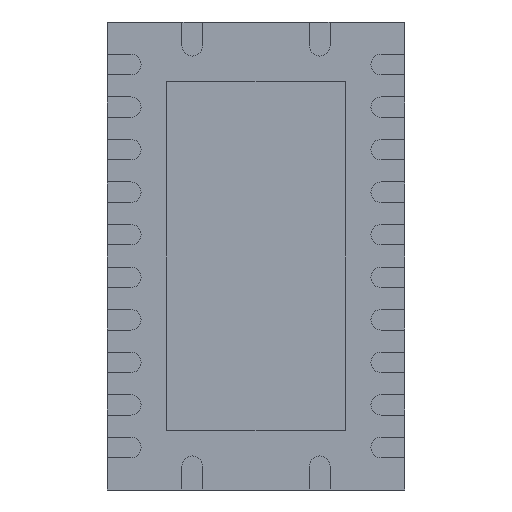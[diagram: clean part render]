
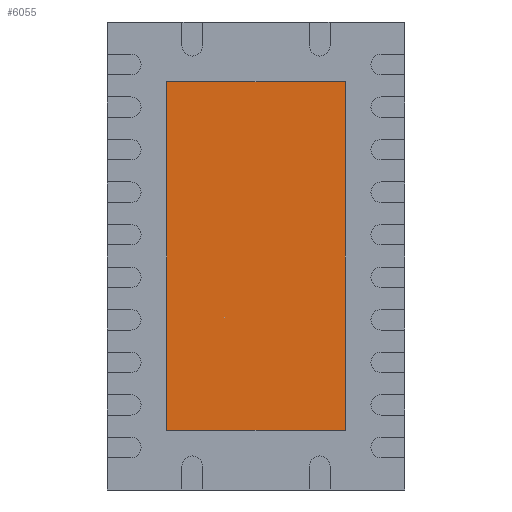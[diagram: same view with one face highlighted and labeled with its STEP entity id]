
A CAD part, front view. The second image highlights one B-rep face of the part: STEP entity #6055.
In plain terms, the highlighted planar face has unit normal (0, -1, 0).
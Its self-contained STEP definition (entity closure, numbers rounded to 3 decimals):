
#337 = DIRECTION ( 'NONE',  ( 0., -1., 0. ) ) ;
#973 = CARTESIAN_POINT ( 'NONE',  ( 1.05, 0., 2.05 ) ) ;
#1743 = VECTOR ( 'NONE', #8920, 1000. ) ;
#2141 = PLANE ( 'NONE',  #12448 ) ;
#2155 = CARTESIAN_POINT ( 'NONE',  ( -1.05, 0., 2.05 ) ) ;
#2484 = CARTESIAN_POINT ( 'NONE',  ( 1.05, 0., -2.05 ) ) ;
#2718 = LINE ( 'NONE', #12611, #11207 ) ;
#2724 = DIRECTION ( 'NONE',  ( 0., 0., -1. ) ) ;
#3165 = DIRECTION ( 'NONE',  ( 1., 0., 0. ) ) ;
#3991 = VECTOR ( 'NONE', #7752, 1000. ) ;
#4009 = VERTEX_POINT ( 'NONE', #9616 ) ;
#4039 = CARTESIAN_POINT ( 'NONE',  ( -1.05, 0., -2.05 ) ) ;
#4292 = EDGE_CURVE ( 'NONE', #4009, #8206, #10711, .T. ) ;
#4698 = ORIENTED_EDGE ( 'NONE', *, *, #8651, .F. ) ;
#5540 = VECTOR ( 'NONE', #12192, 1000. ) ;
#5957 = EDGE_LOOP ( 'NONE', ( #4698, #6908, #9440, #8274 ) ) ;
#6055 = ADVANCED_FACE ( 'NONE', ( #11680 ), #2141, .T. ) ;
#6084 = CARTESIAN_POINT ( 'NONE',  ( -1.05, 0., 2.05 ) ) ;
#6701 = CARTESIAN_POINT ( 'NONE',  ( -1.05, 0., -2.05 ) ) ;
#6908 = ORIENTED_EDGE ( 'NONE', *, *, #4292, .F. ) ;
#7752 = DIRECTION ( 'NONE',  ( -1., 0., 0. ) ) ;
#7884 = EDGE_CURVE ( 'NONE', #12121, #4009, #9243, .T. ) ;
#8206 = VERTEX_POINT ( 'NONE', #2155 ) ;
#8274 = ORIENTED_EDGE ( 'NONE', *, *, #9894, .F. ) ;
#8651 = EDGE_CURVE ( 'NONE', #8206, #8772, #10514, .T. ) ;
#8772 = VERTEX_POINT ( 'NONE', #973 ) ;
#8920 = DIRECTION ( 'NONE',  ( 0., 0., 1. ) ) ;
#9061 = CARTESIAN_POINT ( 'NONE',  ( 0., 0., 0. ) ) ;
#9243 = LINE ( 'NONE', #6701, #3991 ) ;
#9440 = ORIENTED_EDGE ( 'NONE', *, *, #7884, .F. ) ;
#9616 = CARTESIAN_POINT ( 'NONE',  ( -1.05, 0., -2.05 ) ) ;
#9894 = EDGE_CURVE ( 'NONE', #8772, #12121, #2718, .T. ) ;
#10514 = LINE ( 'NONE', #6084, #5540 ) ;
#10711 = LINE ( 'NONE', #4039, #1743 ) ;
#11207 = VECTOR ( 'NONE', #2724, 1000. ) ;
#11680 = FACE_OUTER_BOUND ( 'NONE', #5957, .T. ) ;
#12121 = VERTEX_POINT ( 'NONE', #2484 ) ;
#12192 = DIRECTION ( 'NONE',  ( 1., 0., 0. ) ) ;
#12448 = AXIS2_PLACEMENT_3D ( 'NONE', #9061, #337, #3165 ) ;
#12611 = CARTESIAN_POINT ( 'NONE',  ( 1.05, 0., -2.05 ) ) ;
